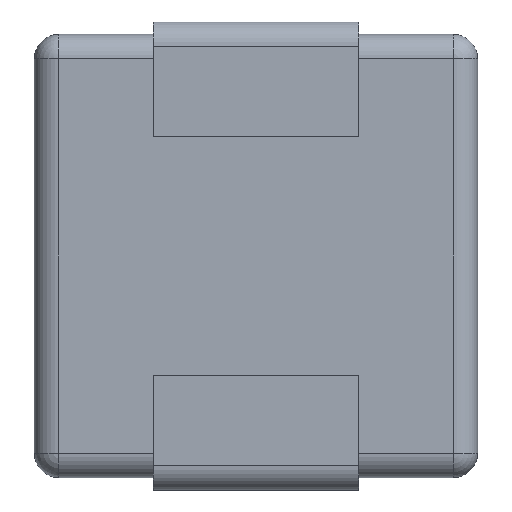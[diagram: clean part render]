
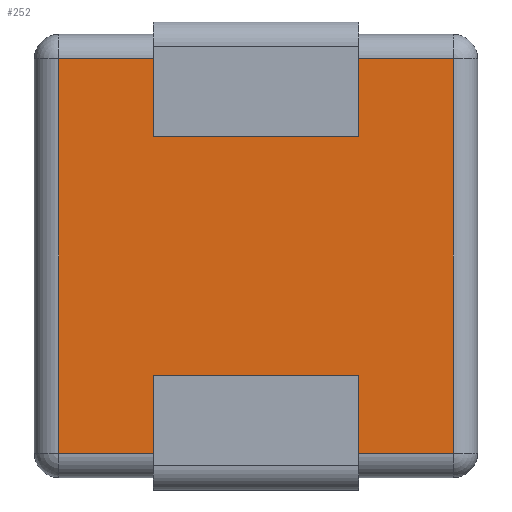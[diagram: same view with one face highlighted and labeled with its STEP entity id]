
A CAD part, front view. The second image highlights one B-rep face of the part: STEP entity #252.
In plain terms, the highlighted planar face has unit normal (0, -1, 0).
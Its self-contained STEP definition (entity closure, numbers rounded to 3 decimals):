
#90 = CARTESIAN_POINT ( 'NONE',  ( -2.4, 0.05, -2.4 ) ) ;
#110 = VECTOR ( 'NONE', #118, 1000. ) ;
#118 = DIRECTION ( 'NONE',  ( 0., 0., 1. ) ) ;
#136 = CARTESIAN_POINT ( 'NONE',  ( -2.4, 0.05, 0. ) ) ;
#152 = CARTESIAN_POINT ( 'NONE',  ( -2.4, 0.05, 2.4 ) ) ;
#252 = ADVANCED_FACE ( 'NONE', ( #983 ), #856, .F. ) ;
#258 = CARTESIAN_POINT ( 'NONE',  ( 0., 0.05, 0. ) ) ;
#320 = CARTESIAN_POINT ( 'NONE',  ( 0., 0.05, -2.4 ) ) ;
#336 = DIRECTION ( 'NONE',  ( 0., 0., 1. ) ) ;
#431 = VERTEX_POINT ( 'NONE', #994 ) ;
#439 = LINE ( 'NONE', #1090, #110 ) ;
#441 = AXIS2_PLACEMENT_3D ( 'NONE', #258, #865, #336 ) ;
#463 = VECTOR ( 'NONE', #473, 1000. ) ;
#473 = DIRECTION ( 'NONE',  ( 1., 0., 0. ) ) ;
#479 = EDGE_CURVE ( 'NONE', #874, #431, #439, .T. ) ;
#487 = VECTOR ( 'NONE', #941, 1000. ) ;
#537 = LINE ( 'NONE', #1133, #487 ) ;
#538 = ORIENTED_EDGE ( 'NONE', *, *, #970, .T. ) ;
#556 = EDGE_CURVE ( 'NONE', #1098, #874, #923, .T. ) ;
#618 = VECTOR ( 'NONE', #1100, 1000. ) ;
#757 = ORIENTED_EDGE ( 'NONE', *, *, #479, .T. ) ;
#759 = ORIENTED_EDGE ( 'NONE', *, *, #556, .T. ) ;
#826 = EDGE_CURVE ( 'NONE', #959, #1098, #841, .T. ) ;
#841 = LINE ( 'NONE', #136, #618 ) ;
#856 = PLANE ( 'NONE',  #441 ) ;
#865 = DIRECTION ( 'NONE',  ( 0., 1., 0. ) ) ;
#874 = VERTEX_POINT ( 'NONE', #926 ) ;
#922 = EDGE_LOOP ( 'NONE', ( #757, #538, #993, #759 ) ) ;
#923 = LINE ( 'NONE', #320, #463 ) ;
#926 = CARTESIAN_POINT ( 'NONE',  ( 2.4, 0.05, -2.4 ) ) ;
#941 = DIRECTION ( 'NONE',  ( -1., 0., 0. ) ) ;
#959 = VERTEX_POINT ( 'NONE', #152 ) ;
#970 = EDGE_CURVE ( 'NONE', #431, #959, #537, .T. ) ;
#983 = FACE_OUTER_BOUND ( 'NONE', #922, .T. ) ;
#993 = ORIENTED_EDGE ( 'NONE', *, *, #826, .T. ) ;
#994 = CARTESIAN_POINT ( 'NONE',  ( 2.4, 0.05, 2.4 ) ) ;
#1090 = CARTESIAN_POINT ( 'NONE',  ( 2.4, 0.05, 0. ) ) ;
#1098 = VERTEX_POINT ( 'NONE', #90 ) ;
#1100 = DIRECTION ( 'NONE',  ( 0., 0., -1. ) ) ;
#1133 = CARTESIAN_POINT ( 'NONE',  ( 0., 0.05, 2.4 ) ) ;
